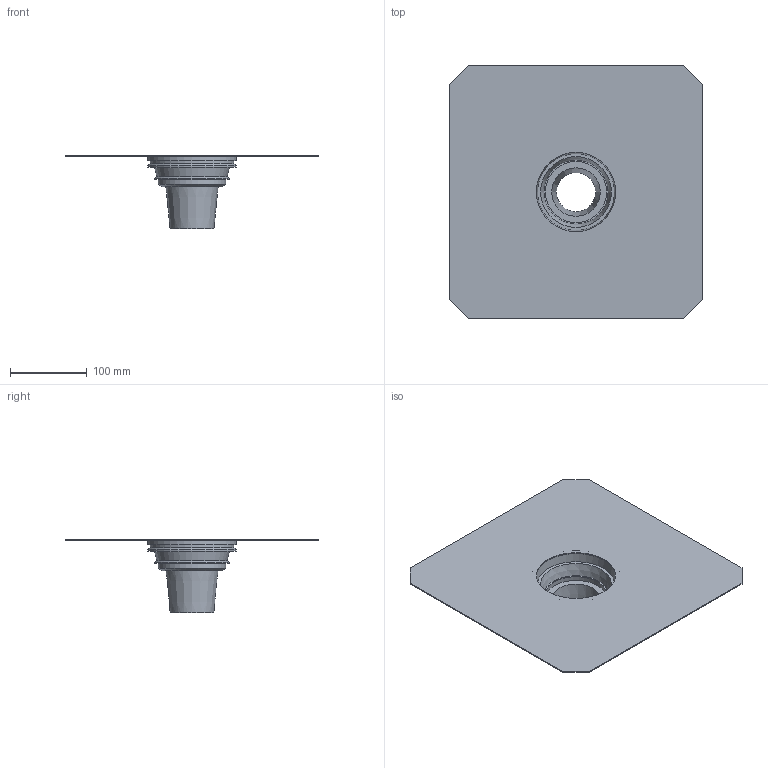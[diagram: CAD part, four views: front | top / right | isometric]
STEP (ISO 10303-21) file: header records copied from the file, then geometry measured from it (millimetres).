
FILE_DESCRIPTION(/* description */ ('STEP AP214'),/* implementation_level */ '2;1');
FILE_NAME(/* name */ '482076001(1)',/* time_stamp */ '2022-12-23T08:21:51+01:00',/* author */ ('License CC BY-ND 4.0'),/* organization */ ('CADENAS'),/* preprocessor_version */ 'ST-DEVELOPER v18.102',/* originating_system */ 'PARTsolutions',/* authorisation */ ' ');
FILE_SCHEMA (('AUTOMOTIVE_DESIGN {1 0 10303 214 3 1 1}'));
Length unit declared in the file: millimetre
Products named in the file (1): 482076001(1)
Bounding box: 330 x 330 x 95.52 mm (x, y, z)
Volume: 228122 mm3; surface area: 254725.8 mm2
Topology: 1 solids, 1 shells, 33 faces, 66 edges, 42 vertices
Faces by surface type: plane 17, cone 9, cylinder 7
Full cylindrical faces by diameter (mm): 79.418 x1, 88.112 x1, 97.112 x1, 103 x1, 109 x1, 115 x2
Entity records: 792 total; most frequent: DIRECTION 140, CARTESIAN_POINT 122, ORIENTED_EDGE 96, EDGE_LOOP 58, FACE_BOUND 58, AXIS2_PLACEMENT_3D 58, EDGE_CURVE 48, VERTEX_POINT 40
